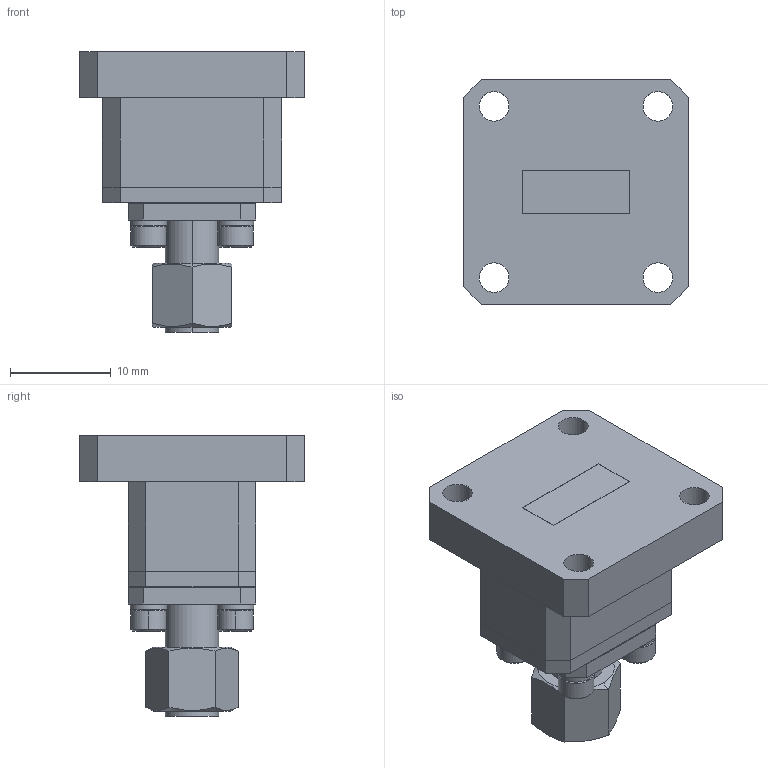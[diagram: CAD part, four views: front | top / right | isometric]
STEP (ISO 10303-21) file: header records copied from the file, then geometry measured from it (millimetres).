
FILE_DESCRIPTION (( 'STEP AP203' ), '1' );
FILE_NAME ('DMWC-42-111-1M_DF.STEP', '2018-09-18T23:10:58', ( '' ), ( '' ), 'SwSTEP 2.0', 'SolidWorks 2016', '' );
FILE_SCHEMA (( 'CONFIG_CONTROL_DESIGN' ));
Length unit declared in the file: inch
Products named in the file (1): DMWC-42-111-1M_DF
Bounding box: 22.35 x 22.35 x 27.86 mm (x, y, z)
Volume: 5155.5 mm3; surface area: 4002.7 mm2
Topology: 15 solids, 15 shells, 493 faces, 1242 edges, 798 vertices
Faces by surface type: cylinder 288, plane 123, cone 74, bspline 8
Entity records: 20353 total; most frequent: CARTESIAN_POINT 9714, ORIENTED_EDGE 2484, DIRECTION 1932, EDGE_CURVE 1242, VERTEX_POINT 798, AXIS2_PLACEMENT_3D 708, EDGE_LOOP 536, VECTOR 516
